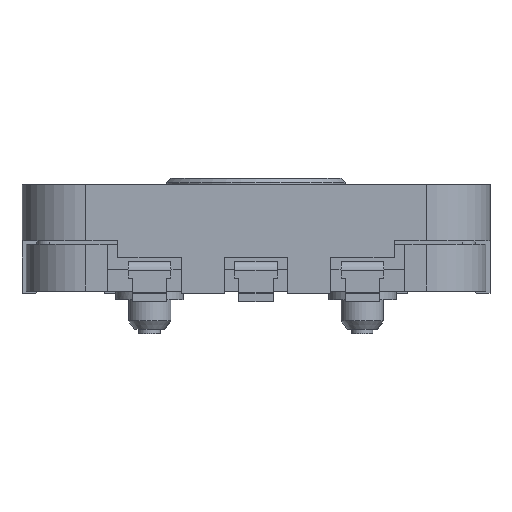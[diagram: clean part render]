
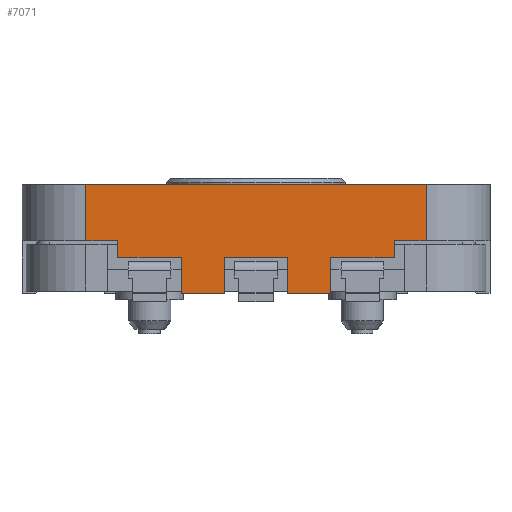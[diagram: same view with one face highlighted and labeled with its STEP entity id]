
A CAD part, front view. The second image highlights one B-rep face of the part: STEP entity #7071.
In plain terms, the highlighted planar face has unit normal (0, -1, 0).
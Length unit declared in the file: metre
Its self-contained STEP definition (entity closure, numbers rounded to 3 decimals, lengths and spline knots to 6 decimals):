
#791=LINE('',#11692,#1564);
#794=LINE('',#11700,#1567);
#797=LINE('',#11705,#1570);
#800=LINE('',#11710,#1573);
#802=LINE('',#11714,#1575);
#804=LINE('',#11718,#1577);
#808=LINE('',#11725,#1581);
#810=LINE('',#11728,#1583);
#812=LINE('',#11732,#1585);
#814=LINE('',#11736,#1587);
#816=LINE('',#11740,#1589);
#818=LINE('',#11744,#1591);
#821=LINE('',#11752,#1594);
#959=LINE('',#12083,#1732);
#960=LINE('',#12085,#1733);
#961=LINE('',#12087,#1734);
#1564=VECTOR('',#9570,1.);
#1567=VECTOR('',#9577,1.);
#1570=VECTOR('',#9582,1.);
#1573=VECTOR('',#9587,1.);
#1575=VECTOR('',#9591,1.);
#1577=VECTOR('',#9595,1.);
#1581=VECTOR('',#9601,1.);
#1583=VECTOR('',#9605,1.);
#1585=VECTOR('',#9609,1.);
#1587=VECTOR('',#9613,1.);
#1589=VECTOR('',#9617,1.);
#1591=VECTOR('',#9621,1.);
#1594=VECTOR('',#9628,1.);
#1732=VECTOR('',#9986,1.);
#1733=VECTOR('',#9989,1.);
#1734=VECTOR('',#9990,1.);
#3482=ORIENTED_EDGE('',*,*,#4555,.F.);
#3483=ORIENTED_EDGE('',*,*,#4561,.F.);
#3484=ORIENTED_EDGE('',*,*,#4728,.F.);
#3485=ORIENTED_EDGE('',*,*,#4729,.F.);
#3486=ORIENTED_EDGE('',*,*,#4727,.F.);
#3487=ORIENTED_EDGE('',*,*,#4529,.F.);
#3488=ORIENTED_EDGE('',*,*,#4553,.F.);
#3489=ORIENTED_EDGE('',*,*,#4551,.F.);
#3490=ORIENTED_EDGE('',*,*,#4549,.F.);
#3491=ORIENTED_EDGE('',*,*,#4547,.F.);
#3492=ORIENTED_EDGE('',*,*,#4543,.F.);
#3493=ORIENTED_EDGE('',*,*,#4541,.F.);
#3494=ORIENTED_EDGE('',*,*,#4539,.F.);
#3495=ORIENTED_EDGE('',*,*,#4536,.F.);
#3496=ORIENTED_EDGE('',*,*,#4533,.F.);
#3497=ORIENTED_EDGE('',*,*,#4557,.F.);
#4529=EDGE_CURVE('',#5306,#5307,#791,.T.);
#4533=EDGE_CURVE('',#5309,#5310,#794,.T.);
#4536=EDGE_CURVE('',#5310,#5311,#797,.T.);
#4539=EDGE_CURVE('',#5311,#5312,#800,.T.);
#4541=EDGE_CURVE('',#5312,#5313,#802,.T.);
#4543=EDGE_CURVE('',#5313,#5314,#804,.T.);
#4547=EDGE_CURVE('',#5314,#5315,#808,.T.);
#4549=EDGE_CURVE('',#5315,#5316,#810,.T.);
#4551=EDGE_CURVE('',#5316,#5317,#812,.T.);
#4553=EDGE_CURVE('',#5317,#5306,#814,.T.);
#4555=EDGE_CURVE('',#5318,#5319,#816,.T.);
#4557=EDGE_CURVE('',#5319,#5309,#818,.T.);
#4561=EDGE_CURVE('',#5322,#5318,#821,.T.);
#4727=EDGE_CURVE('',#5307,#5405,#959,.T.);
#4728=EDGE_CURVE('',#5406,#5322,#960,.T.);
#4729=EDGE_CURVE('',#5405,#5406,#961,.T.);
#5306=VERTEX_POINT('',#11691);
#5307=VERTEX_POINT('',#11693);
#5309=VERTEX_POINT('',#11699);
#5310=VERTEX_POINT('',#11701);
#5311=VERTEX_POINT('',#11706);
#5312=VERTEX_POINT('',#11711);
#5313=VERTEX_POINT('',#11715);
#5314=VERTEX_POINT('',#11719);
#5315=VERTEX_POINT('',#11724);
#5316=VERTEX_POINT('',#11729);
#5317=VERTEX_POINT('',#11733);
#5318=VERTEX_POINT('',#11739);
#5319=VERTEX_POINT('',#11741);
#5322=VERTEX_POINT('',#11751);
#5405=VERTEX_POINT('',#12082);
#5406=VERTEX_POINT('',#12086);
#5993=EDGE_LOOP('',(#3482,#3483,#3484,#3485,#3486,#3487,#3488,#3489,#3490,
#3491,#3492,#3493,#3494,#3495,#3496,#3497));
#6408=FACE_BOUND('',#5993,.T.);
#6723=PLANE('',#8067);
#7071=ADVANCED_FACE('',(#6408),#6723,.F.);
#8067=AXIS2_PLACEMENT_3D('',#12084,#9987,#9988);
#9570=DIRECTION('',(-1.,0.,0.));
#9577=DIRECTION('',(0.,0.,-1.));
#9582=DIRECTION('',(-1.,0.,0.));
#9587=DIRECTION('',(0.,0.,1.));
#9591=DIRECTION('',(-1.,0.,0.));
#9595=DIRECTION('',(0.,0.,-1.));
#9601=DIRECTION('',(-1.,0.,0.));
#9605=DIRECTION('',(0.,0.,1.));
#9609=DIRECTION('',(-1.,0.,0.));
#9613=DIRECTION('',(0.,0.,1.));
#9617=DIRECTION('',(0.,0.,-1.));
#9621=DIRECTION('',(-1.,0.,0.));
#9628=DIRECTION('',(-1.,0.,0.));
#9986=DIRECTION('',(0.,0.,1.));
#9987=DIRECTION('',(0.,1.,0.));
#9988=DIRECTION('',(-1.,0.,0.));
#9989=DIRECTION('',(0.,0.,-1.));
#9990=DIRECTION('',(1.,0.,0.));
#11691=CARTESIAN_POINT('',(-0.00325,-0.0065,-0.00132));
#11692=CARTESIAN_POINT('',(0.00515,-0.0065,-0.00132));
#11693=CARTESIAN_POINT('',(-0.004,-0.0065,-0.00132));
#11699=CARTESIAN_POINT('',(0.00175,-0.0065,-0.0017));
#11700=CARTESIAN_POINT('',(0.00175,-0.0065,-0.002));
#11701=CARTESIAN_POINT('',(0.00175,-0.0065,-0.00255));
#11705=CARTESIAN_POINT('',(0.0055,-0.0065,-0.00255));
#11706=CARTESIAN_POINT('',(0.00075,-0.0065,-0.00255));
#11710=CARTESIAN_POINT('',(0.00075,-0.0065,-0.002));
#11711=CARTESIAN_POINT('',(0.00075,-0.0065,-0.0017));
#11714=CARTESIAN_POINT('',(0.00175,-0.0065,-0.0017));
#11715=CARTESIAN_POINT('',(-0.00075,-0.0065,-0.0017));
#11718=CARTESIAN_POINT('',(-0.00075,-0.0065,-0.002));
#11719=CARTESIAN_POINT('',(-0.00075,-0.0065,-0.00255));
#11724=CARTESIAN_POINT('',(-0.00175,-0.0065,-0.00255));
#11725=CARTESIAN_POINT('',(0.0055,-0.0065,-0.00255));
#11728=CARTESIAN_POINT('',(-0.00175,-0.0065,-0.002));
#11729=CARTESIAN_POINT('',(-0.00175,-0.0065,-0.0017));
#11732=CARTESIAN_POINT('',(0.00175,-0.0065,-0.0017));
#11733=CARTESIAN_POINT('',(-0.00325,-0.0065,-0.0017));
#11736=CARTESIAN_POINT('',(-0.00325,-0.0065,-0.002));
#11739=CARTESIAN_POINT('',(0.00325,-0.0065,-0.00132));
#11740=CARTESIAN_POINT('',(0.00325,-0.0065,-0.002));
#11741=CARTESIAN_POINT('',(0.00325,-0.0065,-0.0017));
#11744=CARTESIAN_POINT('',(0.004,-0.0065,-0.0017));
#11751=CARTESIAN_POINT('',(0.004,-0.0065,-0.00132));
#11752=CARTESIAN_POINT('',(0.00515,-0.0065,-0.00132));
#12082=CARTESIAN_POINT('',(-0.004,-0.0065,0.));
#12083=CARTESIAN_POINT('',(-0.004,-0.0065,-0.002));
#12084=CARTESIAN_POINT('',(0.004,-0.0065,-0.002));
#12085=CARTESIAN_POINT('',(0.004,-0.0065,-0.002));
#12086=CARTESIAN_POINT('',(0.004,-0.0065,0.));
#12087=CARTESIAN_POINT('',(0.,-0.0065,0.));
